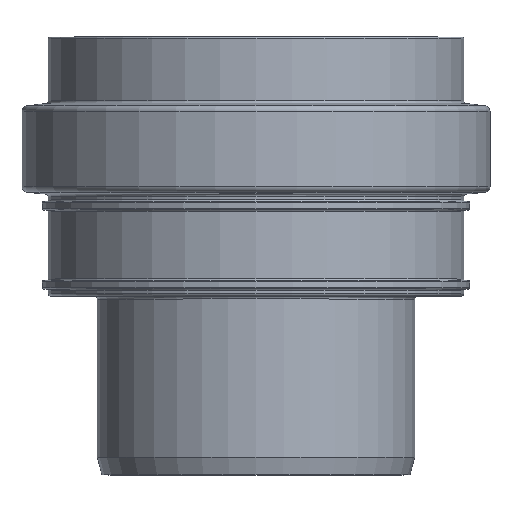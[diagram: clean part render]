
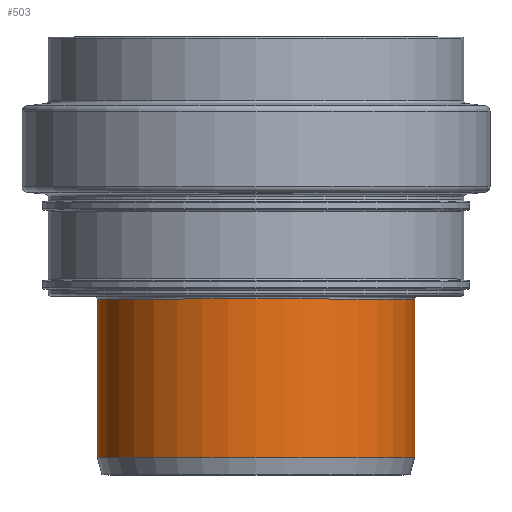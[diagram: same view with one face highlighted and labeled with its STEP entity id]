
A CAD part, top view. The second image highlights one B-rep face of the part: STEP entity #503.
In plain terms, the highlighted cylindrical face has radius 55.1 mm (diameter 110.2 mm), a full revolution.
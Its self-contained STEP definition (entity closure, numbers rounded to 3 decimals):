
#26=CYLINDRICAL_SURFACE('',#573,55.1);
#58=FACE_BOUND('',#171,.T.);
#105=FACE_OUTER_BOUND('',#170,.T.);
#170=EDGE_LOOP('',(#405));
#171=EDGE_LOOP('',(#406));
#248=CIRCLE('',#572,55.1);
#249=CIRCLE('',#574,55.1);
#295=VERTEX_POINT('',#877);
#296=VERTEX_POINT('',#880);
#342=EDGE_CURVE('',#295,#295,#248,.T.);
#343=EDGE_CURVE('',#296,#296,#249,.T.);
#405=ORIENTED_EDGE('',*,*,#343,.F.);
#406=ORIENTED_EDGE('',*,*,#342,.F.);
#503=ADVANCED_FACE('',(#105,#58),#26,.T.);
#572=AXIS2_PLACEMENT_3D('',#878,#706,#707);
#573=AXIS2_PLACEMENT_3D('',#879,#708,#709);
#574=AXIS2_PLACEMENT_3D('',#881,#710,#711);
#706=DIRECTION('center_axis',(0.,1.,0.));
#707=DIRECTION('ref_axis',(-1.,0.,0.));
#708=DIRECTION('center_axis',(0.,-1.,0.));
#709=DIRECTION('ref_axis',(1.,0.,0.));
#710=DIRECTION('center_axis',(0.,-1.,0.));
#711=DIRECTION('ref_axis',(1.,0.,0.));
#877=CARTESIAN_POINT('',(55.1,61.,0.));
#878=CARTESIAN_POINT('Origin',(0.,61.,0.));
#879=CARTESIAN_POINT('Origin',(0.,34.,0.));
#880=CARTESIAN_POINT('',(55.1,6.,0.));
#881=CARTESIAN_POINT('Origin',(0.,6.,0.));
